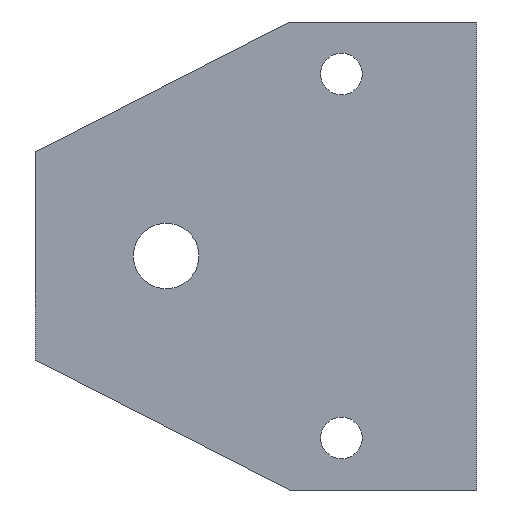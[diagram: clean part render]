
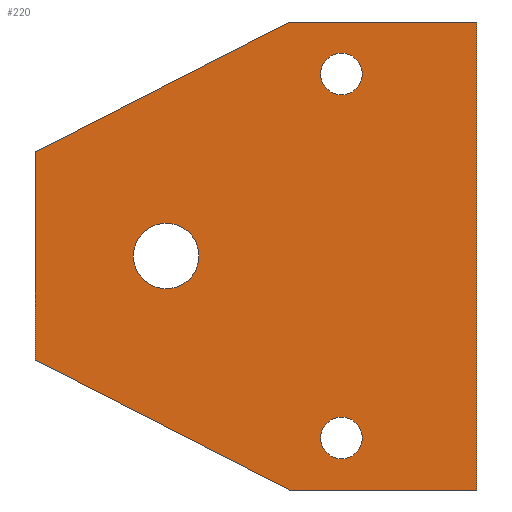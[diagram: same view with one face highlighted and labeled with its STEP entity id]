
A CAD part, left-side view. The second image highlights one B-rep face of the part: STEP entity #220.
In plain terms, the highlighted planar face has unit normal (-1, 0, 0).
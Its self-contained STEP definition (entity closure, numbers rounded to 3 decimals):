
#21=FACE_BOUND('',#57,.T.);
#22=FACE_BOUND('',#58,.T.);
#23=FACE_BOUND('',#59,.T.);
#31=PLANE('',#260);
#42=FACE_OUTER_BOUND('',#56,.T.);
#56=EDGE_LOOP('',(#198,#199,#200,#201,#202,#203));
#57=EDGE_LOOP('',(#204));
#58=EDGE_LOOP('',(#205));
#59=EDGE_LOOP('',(#206));
#63=LINE('',#340,#84);
#67=LINE('',#348,#88);
#70=LINE('',#354,#91);
#73=LINE('',#360,#94);
#76=LINE('',#366,#97);
#79=LINE('',#371,#100);
#84=VECTOR('',#286,10.);
#88=VECTOR('',#292,10.);
#91=VECTOR('',#297,10.);
#94=VECTOR('',#302,10.);
#97=VECTOR('',#307,10.);
#100=VECTOR('',#312,10.);
#103=CIRCLE('',#246,3.15);
#105=CIRCLE('',#249,2.);
#107=CIRCLE('',#252,2.);
#109=VERTEX_POINT('',#322);
#111=VERTEX_POINT('',#328);
#113=VERTEX_POINT('',#334);
#114=VERTEX_POINT('',#338);
#115=VERTEX_POINT('',#339);
#118=VERTEX_POINT('',#347);
#120=VERTEX_POINT('',#353);
#122=VERTEX_POINT('',#359);
#124=VERTEX_POINT('',#365);
#128=EDGE_CURVE('',#109,#109,#103,.T.);
#131=EDGE_CURVE('',#111,#111,#105,.T.);
#134=EDGE_CURVE('',#113,#113,#107,.T.);
#135=EDGE_CURVE('',#114,#115,#63,.T.);
#139=EDGE_CURVE('',#118,#114,#67,.T.);
#142=EDGE_CURVE('',#120,#118,#70,.T.);
#145=EDGE_CURVE('',#122,#120,#73,.T.);
#148=EDGE_CURVE('',#124,#122,#76,.T.);
#151=EDGE_CURVE('',#115,#124,#79,.T.);
#198=ORIENTED_EDGE('',*,*,#151,.F.);
#199=ORIENTED_EDGE('',*,*,#135,.F.);
#200=ORIENTED_EDGE('',*,*,#139,.F.);
#201=ORIENTED_EDGE('',*,*,#142,.F.);
#202=ORIENTED_EDGE('',*,*,#145,.F.);
#203=ORIENTED_EDGE('',*,*,#148,.F.);
#204=ORIENTED_EDGE('',*,*,#134,.F.);
#205=ORIENTED_EDGE('',*,*,#131,.F.);
#206=ORIENTED_EDGE('',*,*,#128,.F.);
#220=ADVANCED_FACE('',(#42,#21,#22,#23),#31,.F.);
#246=AXIS2_PLACEMENT_3D('',#324,#268,#269);
#249=AXIS2_PLACEMENT_3D('',#330,#275,#276);
#252=AXIS2_PLACEMENT_3D('',#336,#282,#283);
#260=AXIS2_PLACEMENT_3D('',#374,#316,#317);
#268=DIRECTION('center_axis',(-1.,0.,0.));
#269=DIRECTION('ref_axis',(0.,-1.,0.));
#275=DIRECTION('center_axis',(-1.,0.,0.));
#276=DIRECTION('ref_axis',(0.,-1.,0.));
#282=DIRECTION('center_axis',(-1.,0.,0.));
#283=DIRECTION('ref_axis',(0.,-1.,0.));
#286=DIRECTION('',(0.,-1.,0.));
#292=DIRECTION('',(0.,-0.89,0.456));
#297=DIRECTION('',(0.,0.,1.));
#302=DIRECTION('',(0.,0.89,0.456));
#307=DIRECTION('',(0.,1.,0.));
#312=DIRECTION('',(0.,0.,-1.));
#316=DIRECTION('center_axis',(1.,0.,0.));
#317=DIRECTION('ref_axis',(0.,0.,-1.));
#322=CARTESIAN_POINT('',(0.,3.15,-2.5));
#324=CARTESIAN_POINT('Origin',(0.,0.,-2.5));
#328=CARTESIAN_POINT('',(0.,-14.849,15.));
#330=CARTESIAN_POINT('Origin',(0.,-16.849,15.));
#334=CARTESIAN_POINT('',(0.,-14.849,-20.));
#336=CARTESIAN_POINT('Origin',(0.,-16.849,-20.));
#338=CARTESIAN_POINT('',(0.,-11.849,20.));
#339=CARTESIAN_POINT('',(0.,-29.849,20.));
#340=CARTESIAN_POINT('',(0.,-11.849,20.));
#347=CARTESIAN_POINT('',(0.,12.577,7.5));
#348=CARTESIAN_POINT('',(0.,12.577,7.5));
#353=CARTESIAN_POINT('',(0.,12.577,-12.5));
#354=CARTESIAN_POINT('',(0.,12.577,-12.5));
#359=CARTESIAN_POINT('',(0.,-11.849,-25.));
#360=CARTESIAN_POINT('',(0.,-11.849,-25.));
#365=CARTESIAN_POINT('',(0.,-29.849,-25.));
#366=CARTESIAN_POINT('',(0.,-29.849,-25.));
#371=CARTESIAN_POINT('',(0.,-29.849,20.));
#374=CARTESIAN_POINT('Origin',(0.,-8.636,-2.5));
